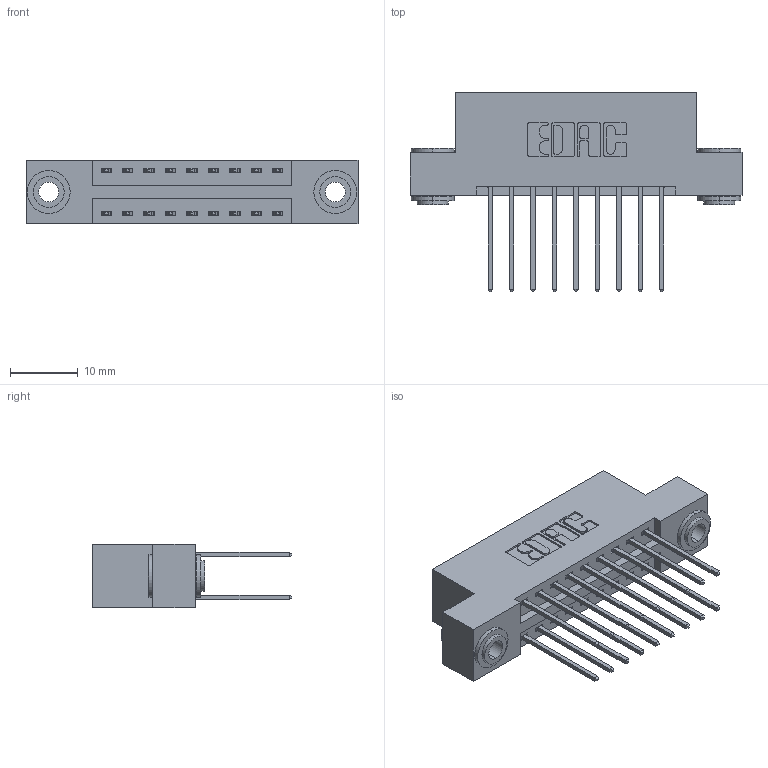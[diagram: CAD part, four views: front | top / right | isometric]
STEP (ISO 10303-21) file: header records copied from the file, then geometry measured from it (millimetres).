
FILE_DESCRIPTION (( 'STEP AP203' ), '1' );
FILE_NAME ('396-018-540-203.STEP', '2019-10-30T02:56:12', ( '' ), ( '' ), 'SwSTEP 2.0', 'SolidWorks 2016', '' );
FILE_SCHEMA (( 'CONFIG_CONTROL_DESIGN' ));
Length unit declared in the file: inch
Products named in the file (4): 345-250-002_345-250-002-102; 396-018-540-203; 346 Part_Flush Mounting Lugs - 0.156 Dia-TH; 345-292-001_345-293-140
Assembly tree (21 placements, depth 2):
  396-018-540-203
    346 Part_Flush Mounting Lugs - 0.156 Dia-TH
    345-292-001_345-293-140  x18
    345-250-002_345-250-002-102  x2
Bounding box: 49.15 x 29.46 x 9.4 mm (x, y, z)
Volume: 4624 mm3; surface area: 6374.2 mm2
Topology: 21 solids, 21 shells, 1096 faces, 3195 edges, 2102 vertices
Faces by surface type: plane 716, cylinder 372, cone 8
Entity records: 10984 total; most frequent: CARTESIAN_POINT 1831, ORIENTED_EDGE 1758, DIRECTION 1697, EDGE_CURVE 879, LINE 687, VECTOR 687, VERTEX_POINT 582, AXIS2_PLACEMENT_3D 505
